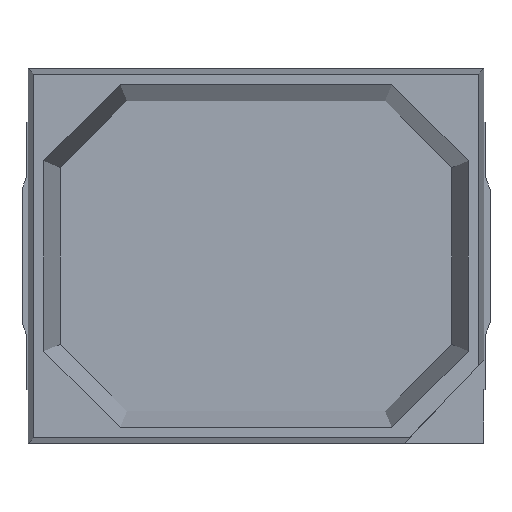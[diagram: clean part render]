
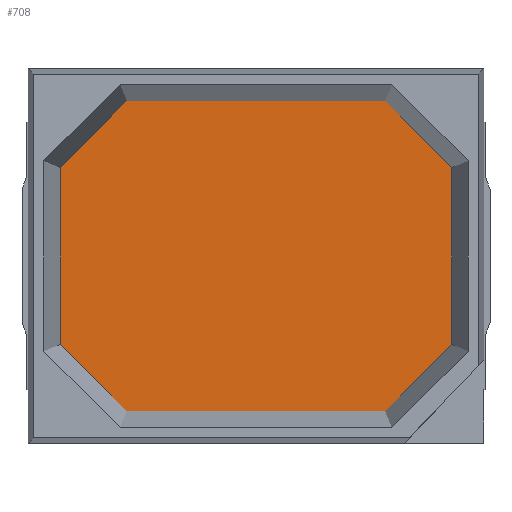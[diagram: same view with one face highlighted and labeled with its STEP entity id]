
A CAD part, front view. The second image highlights one B-rep face of the part: STEP entity #708.
In plain terms, the highlighted planar face has unit normal (0, -1, 0).
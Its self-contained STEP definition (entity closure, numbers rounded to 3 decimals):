
#15 = EDGE_CURVE ( 'NONE', #1079, #871, #237, .T. ) ;
#36 = ORIENTED_EDGE ( 'NONE', *, *, #1505, .T. ) ;
#73 = EDGE_CURVE ( 'NONE', #871, #1122, #376, .T. ) ;
#83 = EDGE_CURVE ( 'NONE', #531, #812, #260, .T. ) ;
#84 = ORIENTED_EDGE ( 'NONE', *, *, #83, .T. ) ;
#165 = LINE ( 'NONE', #514, #903 ) ;
#175 = VERTEX_POINT ( 'NONE', #727 ) ;
#181 = DIRECTION ( 'NONE',  ( 0., -1., 0. ) ) ;
#229 = EDGE_CURVE ( 'NONE', #175, #1079, #165, .T. ) ;
#237 = LINE ( 'NONE', #472, #1384 ) ;
#260 = LINE ( 'NONE', #752, #1200 ) ;
#270 = CARTESIAN_POINT ( 'NONE',  ( 1.466, 0., 0.661 ) ) ;
#296 = AXIS2_PLACEMENT_3D ( 'NONE', #1375, #181, #651 ) ;
#297 = DIRECTION ( 'NONE',  ( -1., 0., 0. ) ) ;
#317 = DIRECTION ( 'NONE',  ( 0., 0., 1. ) ) ;
#335 = DIRECTION ( 'NONE',  ( 1., 0., 0. ) ) ;
#368 = CARTESIAN_POINT ( 'NONE',  ( 0.966, 0., 1.161 ) ) ;
#376 = LINE ( 'NONE', #504, #1411 ) ;
#383 = CARTESIAN_POINT ( 'NONE',  ( -1.466, 0., -0.661 ) ) ;
#408 = DIRECTION ( 'NONE',  ( 0.707, 0., -0.707 ) ) ;
#445 = CARTESIAN_POINT ( 'NONE',  ( -1.466, 0., 0. ) ) ;
#447 = LINE ( 'NONE', #1058, #1387 ) ;
#458 = EDGE_CURVE ( 'NONE', #812, #857, #463, .T. ) ;
#463 = LINE ( 'NONE', #445, #1482 ) ;
#466 = ORIENTED_EDGE ( 'NONE', *, *, #73, .T. ) ;
#472 = CARTESIAN_POINT ( 'NONE',  ( 1.466, 0., 0. ) ) ;
#485 = CARTESIAN_POINT ( 'NONE',  ( -1.466, 0., 0.661 ) ) ;
#497 = LINE ( 'NONE', #1249, #1440 ) ;
#504 = CARTESIAN_POINT ( 'NONE',  ( 1.063, 0., 1.063 ) ) ;
#509 = ORIENTED_EDGE ( 'NONE', *, *, #855, .T. ) ;
#514 = CARTESIAN_POINT ( 'NONE',  ( 1.063, 0., -1.063 ) ) ;
#531 = VERTEX_POINT ( 'NONE', #1462 ) ;
#646 = LINE ( 'NONE', #772, #932 ) ;
#651 = DIRECTION ( 'NONE',  ( 0., 0., -1. ) ) ;
#708 = ADVANCED_FACE ( 'NONE', ( #1211 ), #1499, .T. ) ;
#727 = CARTESIAN_POINT ( 'NONE',  ( 0.966, 0., -1.161 ) ) ;
#751 = ORIENTED_EDGE ( 'NONE', *, *, #15, .T. ) ;
#752 = CARTESIAN_POINT ( 'NONE',  ( -1.063, 0., 1.063 ) ) ;
#772 = CARTESIAN_POINT ( 'NONE',  ( 0., 0., 1.161 ) ) ;
#804 = ORIENTED_EDGE ( 'NONE', *, *, #458, .T. ) ;
#805 = CARTESIAN_POINT ( 'NONE',  ( -0.966, 0., -1.161 ) ) ;
#812 = VERTEX_POINT ( 'NONE', #485 ) ;
#817 = ORIENTED_EDGE ( 'NONE', *, *, #1190, .T. ) ;
#855 = EDGE_CURVE ( 'NONE', #857, #1291, #497, .T. ) ;
#857 = VERTEX_POINT ( 'NONE', #383 ) ;
#871 = VERTEX_POINT ( 'NONE', #270 ) ;
#887 = DIRECTION ( 'NONE',  ( 0.707, 0., 0.707 ) ) ;
#903 = VECTOR ( 'NONE', #887, 1000. ) ;
#932 = VECTOR ( 'NONE', #297, 1000. ) ;
#1017 = EDGE_LOOP ( 'NONE', ( #36, #1044, #751, #466, #817, #84, #804, #509 ) ) ;
#1044 = ORIENTED_EDGE ( 'NONE', *, *, #229, .T. ) ;
#1058 = CARTESIAN_POINT ( 'NONE',  ( 0., 0., -1.161 ) ) ;
#1079 = VERTEX_POINT ( 'NONE', #1428 ) ;
#1122 = VERTEX_POINT ( 'NONE', #368 ) ;
#1153 = DIRECTION ( 'NONE',  ( 0., 0., -1. ) ) ;
#1190 = EDGE_CURVE ( 'NONE', #1122, #531, #646, .T. ) ;
#1200 = VECTOR ( 'NONE', #1216, 1000. ) ;
#1211 = FACE_OUTER_BOUND ( 'NONE', #1017, .T. ) ;
#1216 = DIRECTION ( 'NONE',  ( -0.707, 0., -0.707 ) ) ;
#1249 = CARTESIAN_POINT ( 'NONE',  ( -1.063, 0., -1.063 ) ) ;
#1291 = VERTEX_POINT ( 'NONE', #805 ) ;
#1375 = CARTESIAN_POINT ( 'NONE',  ( 0., 0., 0. ) ) ;
#1384 = VECTOR ( 'NONE', #317, 1000. ) ;
#1387 = VECTOR ( 'NONE', #335, 1000. ) ;
#1411 = VECTOR ( 'NONE', #1464, 1000. ) ;
#1428 = CARTESIAN_POINT ( 'NONE',  ( 1.466, 0., -0.661 ) ) ;
#1440 = VECTOR ( 'NONE', #408, 1000. ) ;
#1462 = CARTESIAN_POINT ( 'NONE',  ( -0.966, 0., 1.161 ) ) ;
#1464 = DIRECTION ( 'NONE',  ( -0.707, 0., 0.707 ) ) ;
#1482 = VECTOR ( 'NONE', #1153, 1000. ) ;
#1499 = PLANE ( 'NONE',  #296 ) ;
#1505 = EDGE_CURVE ( 'NONE', #1291, #175, #447, .T. ) ;
